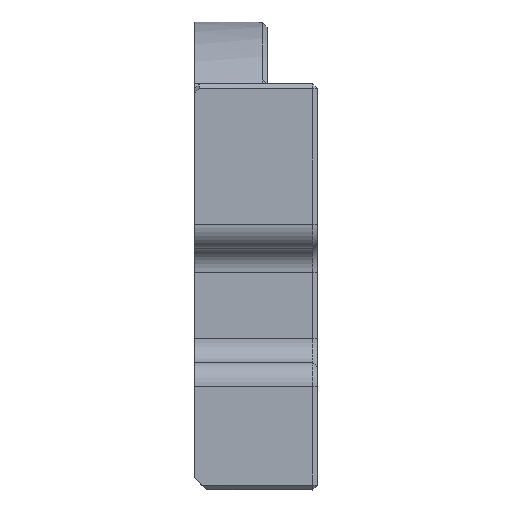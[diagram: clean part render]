
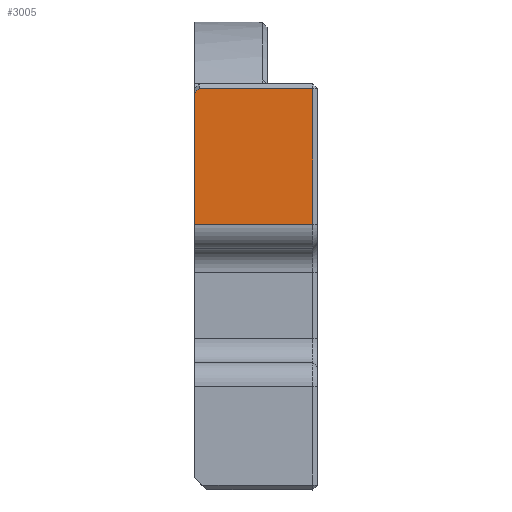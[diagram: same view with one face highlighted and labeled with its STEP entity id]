
A CAD part, left-side view. The second image highlights one B-rep face of the part: STEP entity #3005.
In plain terms, the highlighted planar face has unit normal (-1, 0, 0).
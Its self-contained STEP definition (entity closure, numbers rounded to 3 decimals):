
#247=FACE_OUTER_BOUND('',#428,.T.);
#428=EDGE_LOOP('',(#2036,#2037,#2038,#2039,#2040));
#625=LINE('',#4393,#946);
#644=LINE('',#4453,#965);
#645=LINE('',#4457,#966);
#646=LINE('',#4459,#967);
#647=LINE('',#4460,#968);
#946=VECTOR('',#3485,10.);
#965=VECTOR('',#3548,2.);
#966=VECTOR('',#3553,1000.);
#967=VECTOR('',#3554,10.);
#968=VECTOR('',#3555,10.);
#1267=VERTEX_POINT('',#4390);
#1268=VERTEX_POINT('',#4392);
#1287=VERTEX_POINT('',#4452);
#1288=VERTEX_POINT('',#4456);
#1289=VERTEX_POINT('',#4458);
#1543=EDGE_CURVE('',#1267,#1268,#625,.T.);
#1573=EDGE_CURVE('',#1268,#1287,#644,.T.);
#1575=EDGE_CURVE('',#1288,#1267,#645,.T.);
#1576=EDGE_CURVE('',#1288,#1289,#646,.T.);
#1577=EDGE_CURVE('',#1287,#1289,#647,.T.);
#2036=ORIENTED_EDGE('',*,*,#1543,.F.);
#2037=ORIENTED_EDGE('',*,*,#1575,.F.);
#2038=ORIENTED_EDGE('',*,*,#1576,.T.);
#2039=ORIENTED_EDGE('',*,*,#1577,.F.);
#2040=ORIENTED_EDGE('',*,*,#1573,.F.);
#2884=PLANE('',#3212);
#3005=ADVANCED_FACE('',(#247),#2884,.T.);
#3212=AXIS2_PLACEMENT_3D('',#4455,#3551,#3552);
#3485=DIRECTION('',(0.,0.,-1.));
#3548=DIRECTION('',(0.,1.,0.));
#3551=DIRECTION('center_axis',(-1.,0.,0.));
#3552=DIRECTION('ref_axis',(0.,0.,-1.));
#3553=DIRECTION('',(0.,-1.,0.));
#3554=DIRECTION('',(0.,0.707,-0.707));
#3555=DIRECTION('',(0.,0.,1.));
#4390=CARTESIAN_POINT('',(-10.455,222.45,12.4));
#4392=CARTESIAN_POINT('',(-10.455,222.45,1.349));
#4393=CARTESIAN_POINT('',(-10.455,222.45,5.838));
#4452=CARTESIAN_POINT('',(-10.455,232.05,1.349));
#4453=CARTESIAN_POINT('',(-10.455,222.05,1.349));
#4455=CARTESIAN_POINT('Origin',(-10.455,226.05,12.8));
#4456=CARTESIAN_POINT('',(-10.455,231.65,12.4));
#4457=CARTESIAN_POINT('',(-10.455,226.05,12.4));
#4458=CARTESIAN_POINT('',(-10.455,232.05,12.));
#4459=CARTESIAN_POINT('',(-10.455,230.05,14.));
#4460=CARTESIAN_POINT('',(-10.455,232.05,3.238));
